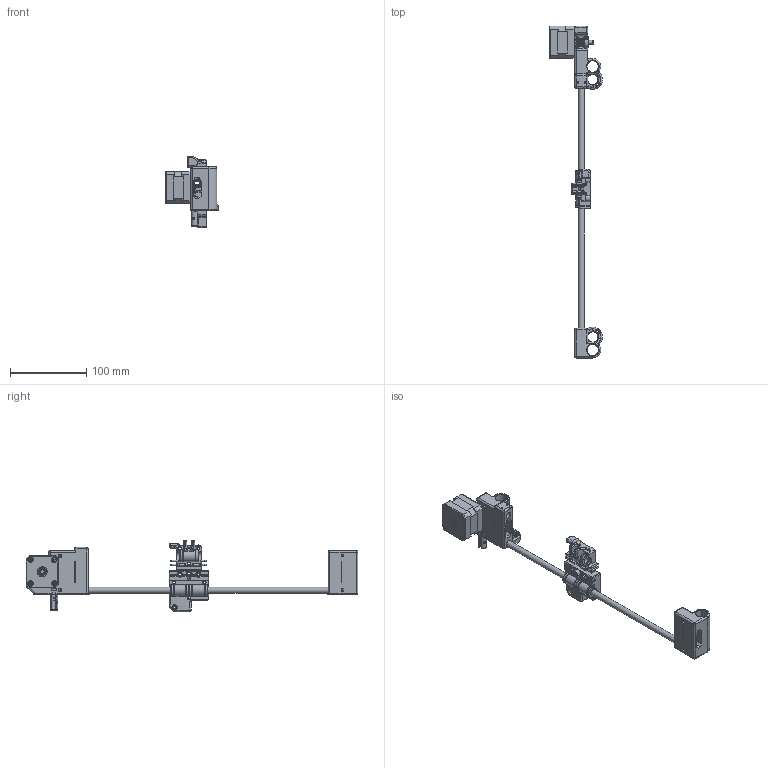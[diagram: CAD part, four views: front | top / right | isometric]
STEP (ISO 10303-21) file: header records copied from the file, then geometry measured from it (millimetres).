
FILE_DESCRIPTION(/* description */ (''),/* implementation_level */ '2;1');
FILE_NAME(/* name */ 'X-axis-2.0.step',/* time_stamp */ '2018-01-24T20:05:07+01:00',/* author */ ('wolfgang.schadow'),/* organization */ (''),/* preprocessor_version */ 'ST-DEVELOPER v16.13',/* originating_system */ 'Autodesk Translation Framework v6.5.0.72',/* authorisation */ '');
FILE_SCHEMA (('AUTOMOTIVE_DESIGN { 1 0 10303 214 3 1 1 }'));
Products named in the file (13): X-MotoHolder-1x-2.0 v3; TITIAN_I3_E-MOTOR_ASM v1; BASE; CUERPO-Z_; TAPA; EJE_1; PAN_CROSS_HEAD_AM_B18_6_7M_-_M3; INSTRUMENT_BALL_BEARING_68_AM_A; PULLEY_GT2_16T v1; PSFG8-370 v1; M3 x 0.5mm Thread 18mm LONG SOCKET HEAD CAP SCREW v1; Jon's X-Carriage Belt Modifications Final v2; LMU8 v1
Assembly tree (19 placements, depth 3):
  X-MotoHolder-1x-2.0 v3
    TITIAN_I3_E-MOTOR_ASM v1
      BASE
      CUERPO-Z_
      TAPA
      PAN_CROSS_HEAD_AM_B18_6_7M_-_M3  x4
      EJE_1
      INSTRUMENT_BALL_BEARING_68_AM_A  x2
    PULLEY_GT2_16T v1
    PSFG8-370 v1
    M3 x 0.5mm Thread 18mm LONG SOCKET HEAD CAP SCREW v1  x3
    LMU8 v1  x3
  Jon's X-Carriage Belt Modifications Final v2
Bounding box: 69.24 x 434.6 x 93.27 mm (x, y, z)
Volume: 257325.7 mm3; surface area: 116837.3 mm2
Topology: 23 solids, 23 shells, 1951 faces, 5127 edges, 3244 vertices
Faces by surface type: plane 859, cylinder 714, cone 122, torus 102, bspline 89, sphere 65
Full cylindrical faces by diameter (mm): 2 x6, 2.02 x2, 2.35 x105, 3 x118, 3.1 x9, 3.2 x1, 3.399 x3, 3.4 x7, 3.6 x6, 5 x6, 5.5 x3, 5.6 x4, 5.7 x7, 5.8 x1, 6 x1, 6.01 x1, 6.011 x1, 6.2 x4, 6.8 x4, 7.299 x1, 7.401 x1, 8 x5, 8.73 x1, 9.2 x4, 11 x4, 13.5 x3, 14.3 x6, 14.7 x2, 15 x9, 22 x1
Entity records: 62014 total; most frequent: CARTESIAN_POINT 20810, ORIENTED_EDGE 8656, DIRECTION 8472, EDGE_CURVE 4328, AXIS2_PLACEMENT_3D 3015, VERTEX_POINT 2720, LINE 2442, VECTOR 2442
